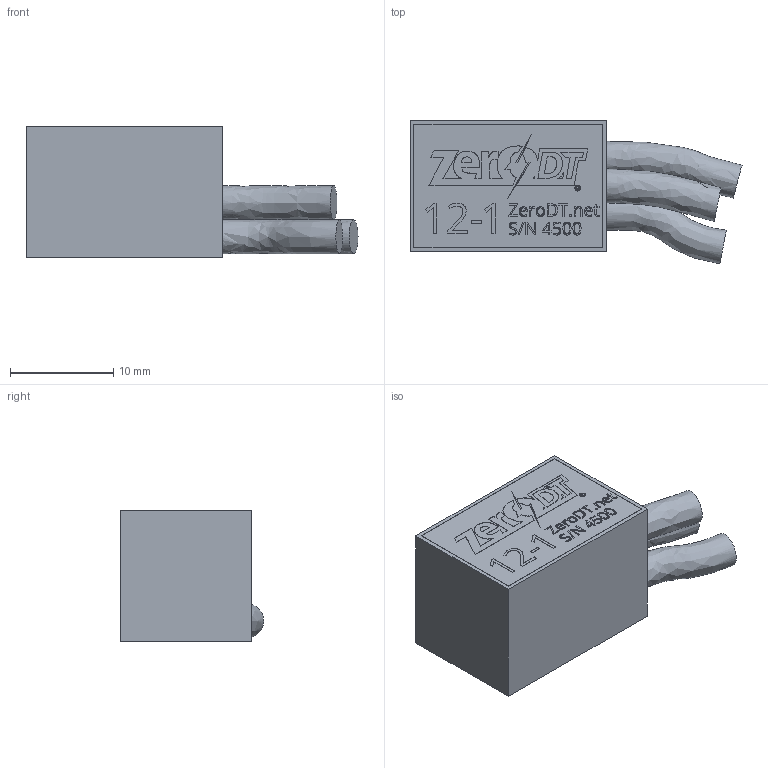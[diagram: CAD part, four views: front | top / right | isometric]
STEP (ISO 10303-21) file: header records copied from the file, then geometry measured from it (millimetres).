
FILE_DESCRIPTION(/* description */ ('STEP AP214'),/* implementation_level */ '2;1');
FILE_NAME(/* name */ '619696daeb1e7119a7b9195a',/* time_stamp */ '2021-11-18T18:09:31+00:00',/* author */ (''),/* organization */ (''),/* preprocessor_version */ 'ST-DEVELOPER v18.1',/* originating_system */ ' ',/* authorisation */ ' ');
FILE_SCHEMA (('AUTOMOTIVE_DESIGN {1 0 10303 214 3 1 1}'));
Length unit declared in the file: metre
Products named in the file (1): 12-1
Bounding box: 32.18 x 13.89 x 12.75 mm (x, y, z)
Volume: 3387 mm3; surface area: 1670.9 mm2
Topology: 1 solids, 1 shells, 448 faces, 1200 edges, 800 vertices
Faces by surface type: plane 244, bspline 200, cylinder 4
Full cylindrical faces by diameter (mm): 0.433 x1, 0.556 x1
Entity records: 15354 total; most frequent: CARTESIAN_POINT 5286, ORIENTED_EDGE 2390, DIRECTION 1309, EDGE_CURVE 1195, VERTEX_POINT 800, LINE 787, VECTOR 787, EDGE_LOOP 499
